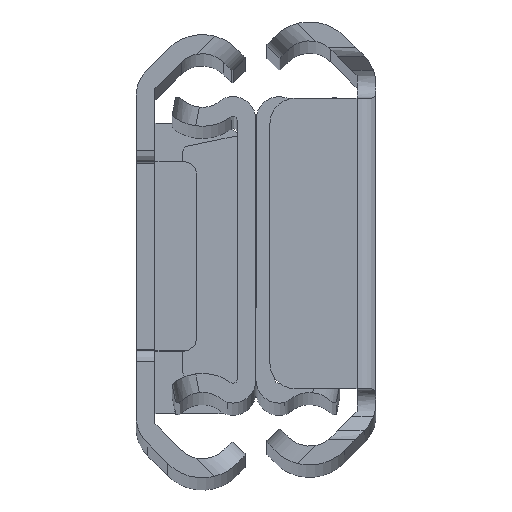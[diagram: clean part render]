
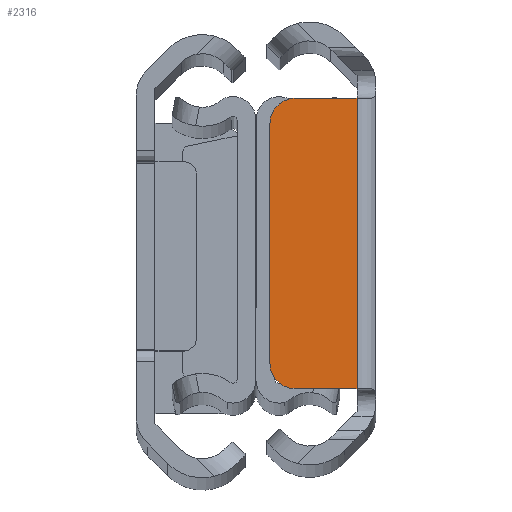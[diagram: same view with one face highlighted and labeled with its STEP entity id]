
A CAD part, top view. The second image highlights one B-rep face of the part: STEP entity #2316.
In plain terms, the highlighted face is planar.
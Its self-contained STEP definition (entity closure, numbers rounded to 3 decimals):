
#6 = CARTESIAN_POINT ( 'NONE',  ( 0., 11.5, -558.8 ) ) ;
#478 = LINE ( 'NONE', #1522, #1057 ) ;
#644 = VERTEX_POINT ( 'NONE', #4139 ) ;
#668 = DIRECTION ( 'NONE',  ( 1., 0., 0. ) ) ;
#711 = CIRCLE ( 'NONE', #3622, 2. ) ;
#729 = DIRECTION ( 'NONE',  ( 0., 1., 0. ) ) ;
#832 = DIRECTION ( 'NONE',  ( -1., 0., 0. ) ) ;
#1057 = VECTOR ( 'NONE', #729, 1000. ) ;
#1160 = EDGE_CURVE ( 'NONE', #4350, #3983, #711, .T. ) ;
#1225 = VECTOR ( 'NONE', #3909, 1000. ) ;
#1252 = ORIENTED_EDGE ( 'NONE', *, *, #1931, .F. ) ;
#1406 = DIRECTION ( 'NONE',  ( 0., 0., -1. ) ) ;
#1449 = ORIENTED_EDGE ( 'NONE', *, *, #4199, .T. ) ;
#1465 = VECTOR ( 'NONE', #832, 1000. ) ;
#1506 = FACE_OUTER_BOUND ( 'NONE', #4157, .T. ) ;
#1522 = CARTESIAN_POINT ( 'NONE',  ( 0., 11.5, -558.8 ) ) ;
#1658 = LINE ( 'NONE', #4386, #1465 ) ;
#1696 = EDGE_CURVE ( 'NONE', #2408, #644, #1704, .T. ) ;
#1704 = LINE ( 'NONE', #1739, #4281 ) ;
#1739 = CARTESIAN_POINT ( 'NONE',  ( 1.5, 11.5, -558.8 ) ) ;
#1755 = ORIENTED_EDGE ( 'NONE', *, *, #3092, .T. ) ;
#1931 = EDGE_CURVE ( 'NONE', #4350, #4129, #2016, .T. ) ;
#1998 = ORIENTED_EDGE ( 'NONE', *, *, #1696, .T. ) ;
#2016 = LINE ( 'NONE', #3127, #1225 ) ;
#2211 = CARTESIAN_POINT ( 'NONE',  ( 4.9, -9.5, -558.8 ) ) ;
#2251 = DIRECTION ( 'NONE',  ( 1., 0., 0. ) ) ;
#2271 = DIRECTION ( 'NONE',  ( 0., 0., 1. ) ) ;
#2291 = ORIENTED_EDGE ( 'NONE', *, *, #3530, .T. ) ;
#2302 = ORIENTED_EDGE ( 'NONE', *, *, #1160, .T. ) ;
#2316 = ADVANCED_FACE ( 'NONE', ( #1506 ), #3089, .F. ) ;
#2346 = CARTESIAN_POINT ( 'NONE',  ( 6.9, -9.5, -558.8 ) ) ;
#2408 = VERTEX_POINT ( 'NONE', #6 ) ;
#2609 = CARTESIAN_POINT ( 'NONE',  ( 4.9, 9.5, -558.8 ) ) ;
#2709 = DIRECTION ( 'NONE',  ( 0., 0., -1. ) ) ;
#3089 = PLANE ( 'NONE',  #4953 ) ;
#3092 = EDGE_CURVE ( 'NONE', #3983, #3430, #1658, .T. ) ;
#3127 = CARTESIAN_POINT ( 'NONE',  ( 6.9, -11.5, -558.8 ) ) ;
#3281 = CARTESIAN_POINT ( 'NONE',  ( 6.9, 9.5, -558.8 ) ) ;
#3288 = DIRECTION ( 'NONE',  ( 1., 0., 0. ) ) ;
#3409 = CARTESIAN_POINT ( 'NONE',  ( 0., -11.5, -558.8 ) ) ;
#3430 = VERTEX_POINT ( 'NONE', #3409 ) ;
#3464 = AXIS2_PLACEMENT_3D ( 'NONE', #2609, #2709, #668 ) ;
#3530 = EDGE_CURVE ( 'NONE', #3430, #2408, #478, .T. ) ;
#3622 = AXIS2_PLACEMENT_3D ( 'NONE', #2211, #1406, #3796 ) ;
#3796 = DIRECTION ( 'NONE',  ( 1., 0., 0. ) ) ;
#3909 = DIRECTION ( 'NONE',  ( 0., 1., 0. ) ) ;
#3983 = VERTEX_POINT ( 'NONE', #4970 ) ;
#4129 = VERTEX_POINT ( 'NONE', #3281 ) ;
#4139 = CARTESIAN_POINT ( 'NONE',  ( 4.9, 11.5, -558.8 ) ) ;
#4157 = EDGE_LOOP ( 'NONE', ( #1755, #2291, #1998, #1449, #1252, #2302 ) ) ;
#4199 = EDGE_CURVE ( 'NONE', #644, #4129, #5033, .T. ) ;
#4281 = VECTOR ( 'NONE', #3288, 1000. ) ;
#4283 = CARTESIAN_POINT ( 'NONE',  ( 1.5, 12.665, -558.8 ) ) ;
#4350 = VERTEX_POINT ( 'NONE', #2346 ) ;
#4386 = CARTESIAN_POINT ( 'NONE',  ( 1.5, -11.5, -558.8 ) ) ;
#4953 = AXIS2_PLACEMENT_3D ( 'NONE', #4283, #2271, #2251 ) ;
#4970 = CARTESIAN_POINT ( 'NONE',  ( 4.9, -11.5, -558.8 ) ) ;
#5033 = CIRCLE ( 'NONE', #3464, 2. ) ;
